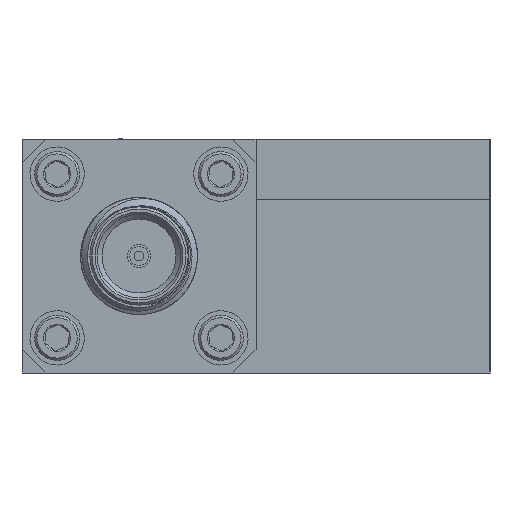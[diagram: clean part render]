
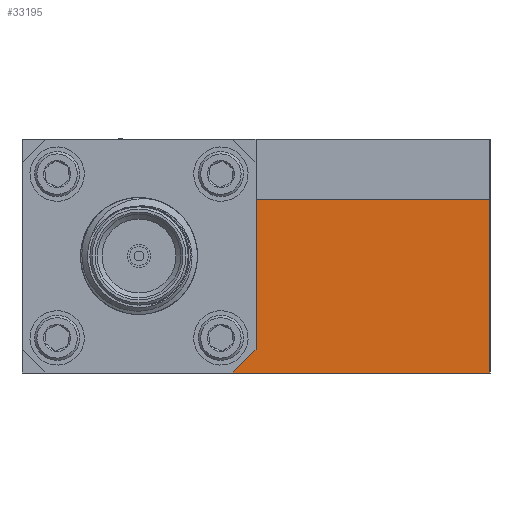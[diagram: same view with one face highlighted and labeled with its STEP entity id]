
A CAD part, left-side view. The second image highlights one B-rep face of the part: STEP entity #33195.
In plain terms, the highlighted planar face has unit normal (-1, 0, 0).
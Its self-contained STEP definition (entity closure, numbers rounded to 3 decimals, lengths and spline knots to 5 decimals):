
#81 = LINE ( 'NONE', #2724, #30782 ) ;
#1209 = ORIENTED_EDGE ( 'NONE', *, *, #22117, .F. ) ;
#1364 = ORIENTED_EDGE ( 'NONE', *, *, #33685, .T. ) ;
#1857 = CARTESIAN_POINT ( 'NONE',  ( -1.25, -0.5, 0.12 ) ) ;
#2307 = CARTESIAN_POINT ( 'NONE',  ( -1.25, -0.5, 0.12 ) ) ;
#2494 = CARTESIAN_POINT ( 'NONE',  ( -1.25, -0.5, -0.25 ) ) ;
#2666 = DIRECTION ( 'NONE',  ( 0., -1., 0. ) ) ;
#2724 = CARTESIAN_POINT ( 'NONE',  ( -1.25, 0.025, -0.225 ) ) ;
#3408 = CARTESIAN_POINT ( 'NONE',  ( -1.25, 0., 0.12 ) ) ;
#3465 = CARTESIAN_POINT ( 'NONE',  ( -1.25, -0.5, 0.25 ) ) ;
#3875 = VECTOR ( 'NONE', #31805, 39.37008 ) ;
#5022 = CARTESIAN_POINT ( 'NONE',  ( -1.25, -0.5, 0.25 ) ) ;
#8058 = DIRECTION ( 'NONE',  ( 0., 0.707, -0.707 ) ) ;
#9930 = VECTOR ( 'NONE', #13361, 39.37008 ) ;
#11041 = EDGE_LOOP ( 'NONE', ( #33494, #1209, #17215, #1364, #22221 ) ) ;
#11805 = EDGE_CURVE ( 'NONE', #14419, #16554, #32318, .T. ) ;
#11994 = DIRECTION ( 'NONE',  ( 0., 1., 0. ) ) ;
#12791 = DIRECTION ( 'NONE',  ( 0., -1., 0. ) ) ;
#12915 = EDGE_CURVE ( 'NONE', #16554, #30610, #34834, .T. ) ;
#13340 = LINE ( 'NONE', #2494, #27104 ) ;
#13361 = DIRECTION ( 'NONE',  ( 0., 0., -1. ) ) ;
#14212 = VERTEX_POINT ( 'NONE', #20163 ) ;
#14419 = VERTEX_POINT ( 'NONE', #3408 ) ;
#14487 = DIRECTION ( 'NONE',  ( 1., 0., 0. ) ) ;
#14552 = VECTOR ( 'NONE', #12791, 39.37008 ) ;
#16554 = VERTEX_POINT ( 'NONE', #1857 ) ;
#16582 = EDGE_CURVE ( 'NONE', #28147, #14212, #81, .T. ) ;
#17215 = ORIENTED_EDGE ( 'NONE', *, *, #16582, .T. ) ;
#17816 = LINE ( 'NONE', #20662, #3875 ) ;
#19660 = FACE_OUTER_BOUND ( 'NONE', #11041, .T. ) ;
#20163 = CARTESIAN_POINT ( 'NONE',  ( -1.25, 0.05, -0.25 ) ) ;
#20662 = CARTESIAN_POINT ( 'NONE',  ( -1.25, 0., -0.25 ) ) ;
#21246 = CARTESIAN_POINT ( 'NONE',  ( -1.25, -0.5, -0.25 ) ) ;
#22117 = EDGE_CURVE ( 'NONE', #28147, #14419, #17816, .T. ) ;
#22221 = ORIENTED_EDGE ( 'NONE', *, *, #12915, .F. ) ;
#24050 = CARTESIAN_POINT ( 'NONE',  ( -1.25, 0., -0.2 ) ) ;
#25522 = PLANE ( 'NONE',  #31667 ) ;
#27104 = VECTOR ( 'NONE', #2666, 39.37008 ) ;
#28147 = VERTEX_POINT ( 'NONE', #24050 ) ;
#30610 = VERTEX_POINT ( 'NONE', #21246 ) ;
#30782 = VECTOR ( 'NONE', #8058, 39.37008 ) ;
#31667 = AXIS2_PLACEMENT_3D ( 'NONE', #3465, #14487, #11994 ) ;
#31805 = DIRECTION ( 'NONE',  ( 0., 0., 1. ) ) ;
#32318 = LINE ( 'NONE', #2307, #14552 ) ;
#33195 = ADVANCED_FACE ( 'NONE', ( #19660 ), #25522, .F. ) ;
#33494 = ORIENTED_EDGE ( 'NONE', *, *, #11805, .F. ) ;
#33685 = EDGE_CURVE ( 'NONE', #14212, #30610, #13340, .T. ) ;
#34834 = LINE ( 'NONE', #5022, #9930 ) ;
